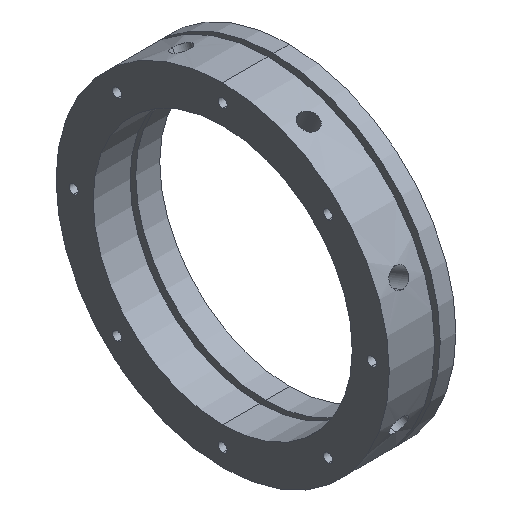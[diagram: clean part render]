
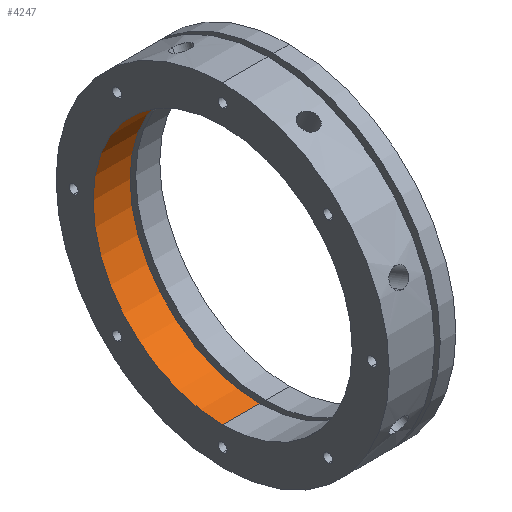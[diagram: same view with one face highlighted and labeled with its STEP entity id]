
A CAD part, isometric view. The second image highlights one B-rep face of the part: STEP entity #4247.
In plain terms, the highlighted cylindrical face has radius 70 mm (diameter 140 mm), a partial arc.
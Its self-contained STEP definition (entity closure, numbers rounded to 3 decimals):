
#75 = EDGE_LOOP ( 'NONE', ( #467, #466, #465, #464 ) ) ;
#464 = ORIENTED_EDGE ( 'NONE', *, *, #5399, .F. ) ;
#465 = ORIENTED_EDGE ( 'NONE', *, *, #5999, .T. ) ;
#466 = ORIENTED_EDGE ( 'NONE', *, *, #5447, .F. ) ;
#467 = ORIENTED_EDGE ( 'NONE', *, *, #5927, .F. ) ;
#1064 = AXIS2_PLACEMENT_3D ( 'NONE', #5112, #5110, #5108 ) ;
#1572 = FACE_OUTER_BOUND ( 'NONE', #75, .T. ) ;
#1579 = CYLINDRICAL_SURFACE ( 'NONE', #1064, 70. ) ;
#1659 = CIRCLE ( 'NONE', #5822, 70. ) ;
#1709 = CIRCLE ( 'NONE', #3717, 70. ) ;
#1875 = LINE ( 'NONE', #3023, #1877 ) ;
#1877 = VECTOR ( 'NONE', #3018, 1000. ) ;
#1880 = LINE ( 'NONE', #3030, #1882 ) ;
#1882 = VECTOR ( 'NONE', #3028, 1000. ) ;
#2156 = CARTESIAN_POINT ( 'NONE',  ( 0., 0., 0. ) ) ;
#2157 = DIRECTION ( 'NONE',  ( 1., 0., 0. ) ) ;
#2158 = DIRECTION ( 'NONE',  ( 0., 0., -1. ) ) ;
#3018 = DIRECTION ( 'NONE',  ( 1., 0., 0. ) ) ;
#3023 = CARTESIAN_POINT ( 'NONE',  ( 18., 0., 70. ) ) ;
#3028 = DIRECTION ( 'NONE',  ( 1., 0., 0. ) ) ;
#3030 = CARTESIAN_POINT ( 'NONE',  ( 18., 0., -70. ) ) ;
#3717 = AXIS2_PLACEMENT_3D ( 'NONE', #2156, #2157, #2158 ) ;
#4046 = VERTEX_POINT ( 'NONE', #4599 ) ;
#4047 = VERTEX_POINT ( 'NONE', #4600 ) ;
#4048 = VERTEX_POINT ( 'NONE', #4601 ) ;
#4055 = VERTEX_POINT ( 'NONE', #4608 ) ;
#4247 = ADVANCED_FACE ( 'NONE', ( #1572 ), #1579, .F. ) ;
#4599 = CARTESIAN_POINT ( 'NONE',  ( 20., 0., 70. ) ) ;
#4600 = CARTESIAN_POINT ( 'NONE',  ( 20., 0., -70. ) ) ;
#4601 = CARTESIAN_POINT ( 'NONE',  ( 0., 0., 70. ) ) ;
#4608 = CARTESIAN_POINT ( 'NONE',  ( 0., 0., -70. ) ) ;
#5108 = DIRECTION ( 'NONE',  ( 0., 0., -1. ) ) ;
#5110 = DIRECTION ( 'NONE',  ( 1., 0., 0. ) ) ;
#5112 = CARTESIAN_POINT ( 'NONE',  ( 18., 0., 0. ) ) ;
#5282 = CARTESIAN_POINT ( 'NONE',  ( 20., 0., 0. ) ) ;
#5283 = DIRECTION ( 'NONE',  ( -1., 0., 0. ) ) ;
#5284 = DIRECTION ( 'NONE',  ( 0., 0., -1. ) ) ;
#5399 = EDGE_CURVE ( 'NONE', #4046, #4047, #1659, .T. ) ;
#5447 = EDGE_CURVE ( 'NONE', #4055, #4048, #1709, .T. ) ;
#5822 = AXIS2_PLACEMENT_3D ( 'NONE', #5282, #5283, #5284 ) ;
#5927 = EDGE_CURVE ( 'NONE', #4048, #4046, #1875, .T. ) ;
#5999 = EDGE_CURVE ( 'NONE', #4055, #4047, #1880, .T. ) ;
